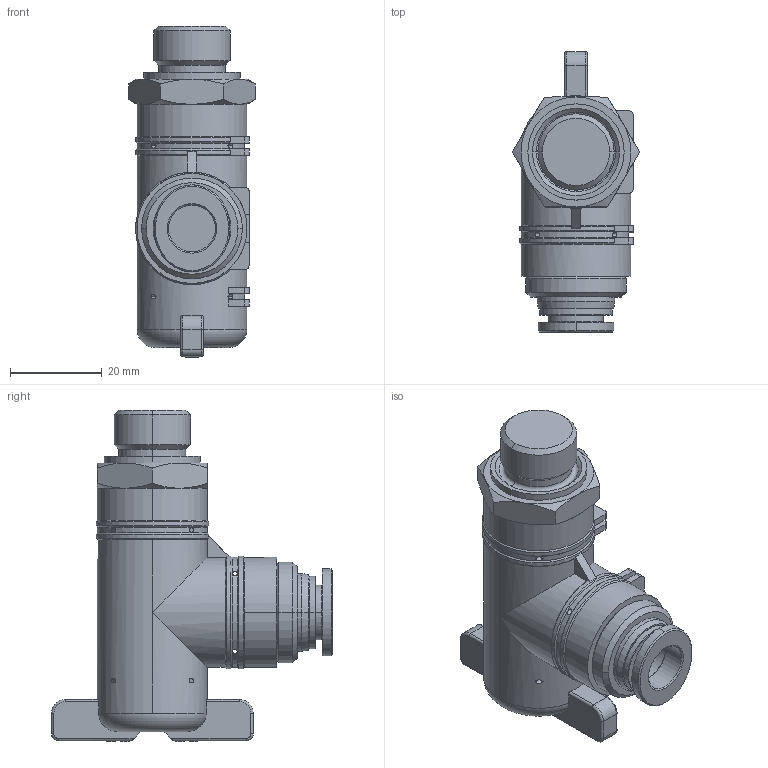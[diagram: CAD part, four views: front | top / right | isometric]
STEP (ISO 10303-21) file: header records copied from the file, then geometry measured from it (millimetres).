
FILE_DESCRIPTION((''),'2;1');
FILE_NAME('BL6012G03-mdt.stp','2017-07-24T19:11:30',(''),(''),'Mechanical Desktop 2009','Mechanical Desktop 2009',', , ');
FILE_SCHEMA(('CONFIG_CONTROL_DESIGN'));
Length unit declared in the file: millimetre
Products named in the file (4): BL6012G03-MDT; BL601202-MDT; BL 60-03; PART1
Assembly tree (3 placements, depth 3):
  BL6012G03-MDT
    BL601202-MDT
    BL 60-03
      PART1
Bounding box: 27.71 x 61.3 x 72.3 mm (x, y, z)
Volume: 44339.3 mm3; surface area: 11929.5 mm2
Topology: 2 solids, 4 shells, 400 faces, 1037 edges, 664 vertices
Faces by surface type: plane 235, cylinder 100, cone 42, torus 18, bspline 5
Entity records: 13574 total; most frequent: CARTESIAN_POINT 3722, ORIENTED_EDGE 2070, DIRECTION 1981, EDGE_CURVE 1035, VECTOR 671, LINE 671, VERTEX_POINT 664, AXIS2_PLACEMENT_3D 655
